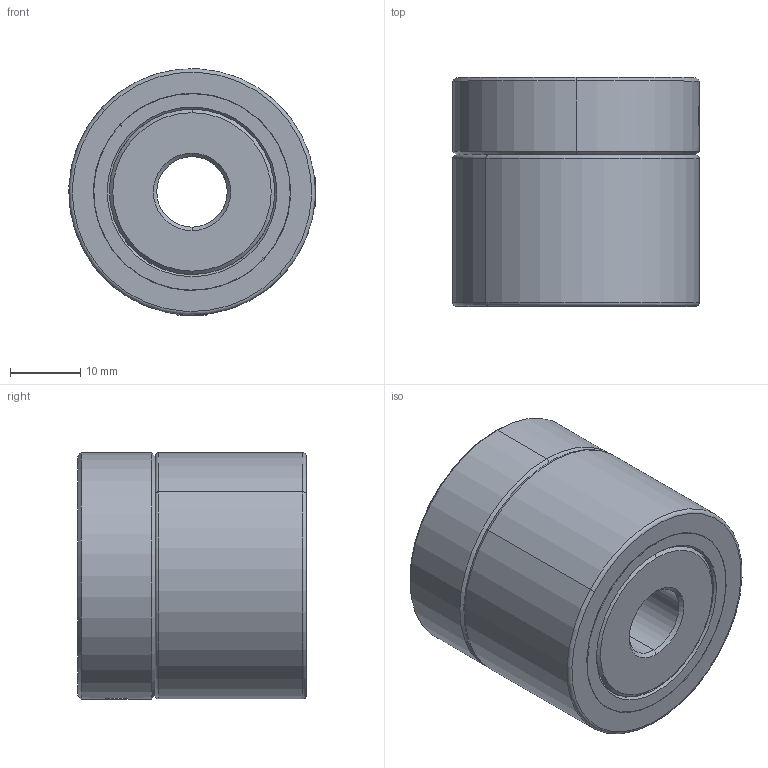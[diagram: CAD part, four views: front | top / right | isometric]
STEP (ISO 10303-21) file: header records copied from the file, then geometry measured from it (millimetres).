
FILE_DESCRIPTION (( 'STEP AP203' ), '1' );
FILE_NAME ('MAG-AMGS3521C-P08-ID10.STEP', '2020-09-02T02:54:30', ( '' ), ( '' ), 'SwSTEP 2.0', 'SolidWorks 2019', '' );
FILE_SCHEMA (( 'CONFIG_CONTROL_DESIGN' ));
Length unit declared in the file: millimetre
Products named in the file (5): MAG-AMGS3521C-P08-ID10; MAG-3521-磁圈; hexagon socket set screw flat point_jis_JIS B 1177 Flat point M5 x 5 --S; MAG-BAL-OD34-ID20-L31-M5 磁性環襯套; MAG-SIC-OD28-ID22-5-L20 軟鐵圈
Assembly tree (5 placements, depth 2):
  MAG-AMGS3521C-P08-ID10
    MAG-BAL-OD34-ID20-L31-M5 磁性環襯套
    MAG-SIC-OD28-ID22-5-L20 軟鐵圈
    hexagon socket set screw flat point_jis_JIS B 1177 Flat point M5 x 5 --S  x2
    MAG-3521-磁圈
Bounding box: 35 x 32.5 x 35.03 mm (x, y, z)
Volume: 29835.7 mm3; surface area: 14810.5 mm2
Topology: 5 solids, 5 shells, 145 faces, 352 edges, 218 vertices
Faces by surface type: cone 74, cylinder 38, plane 25, torus 8
Entity records: 3615 total; most frequent: CARTESIAN_POINT 706, DIRECTION 558, ORIENTED_EDGE 464, AXIS2_PLACEMENT_3D 232, EDGE_CURVE 232, VERTEX_POINT 142, CIRCLE 126, EDGE_LOOP 108
